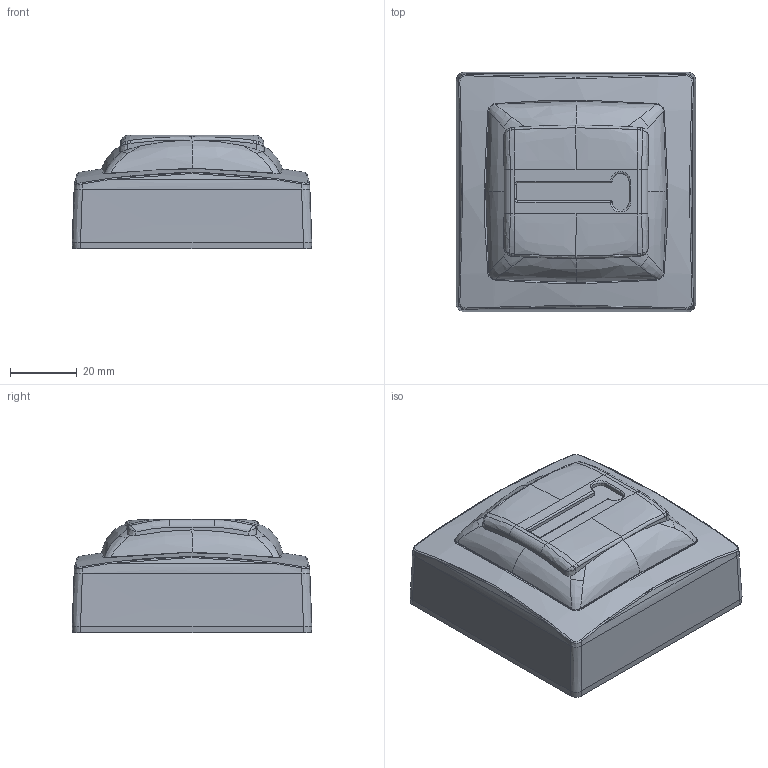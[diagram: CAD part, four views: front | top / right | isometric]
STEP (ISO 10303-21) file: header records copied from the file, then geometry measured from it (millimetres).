
FILE_DESCRIPTION(('CATIA V5 STEP Exchange','CAx-IF Rec.Pracs.--- Model Styling and Organization---1.5--- 2016-08-15','CAx-IF Rec.Pracs.---Supplemental Geometry---1.0---2011-11-01','CAx-IF Rec.Pracs.--- Composite Materials ---1.1---2010-07-15'),'2;1');
FILE_NAME('086038.stp','2023-10-27T14:10:26+00:00',('none'),('none'),'CATIA Version 5-6 Release 2020 SP3','CATIA V5 STEP AP214 v2','none');
FILE_SCHEMA(('AUTOMOTIVE_DESIGN { 1 0 10303 214 1 1 1 1 }'));
Length unit declared in the file: millimetre
Products named in the file (1): Part1
Bounding box: 72 x 72 x 34.2 mm (x, y, z)
Volume: 140011.2 mm3; surface area: 17215.8 mm2
Topology: 1 solids, 1 shells, 133 faces, 337 edges, 202 vertices
Faces by surface type: bspline 106, plane 13, cylinder 12, cone 2
Entity records: 6990 total; most frequent: CARTESIAN_POINT 4723, ORIENTED_EDGE 662, EDGE_CURVE 331, B_SPLINE_CURVE_WITH_KNOTS 290, VERTEX_POINT 202, EDGE_LOOP 135, ADVANCED_FACE 133, FACE_OUTER_BOUND 133
